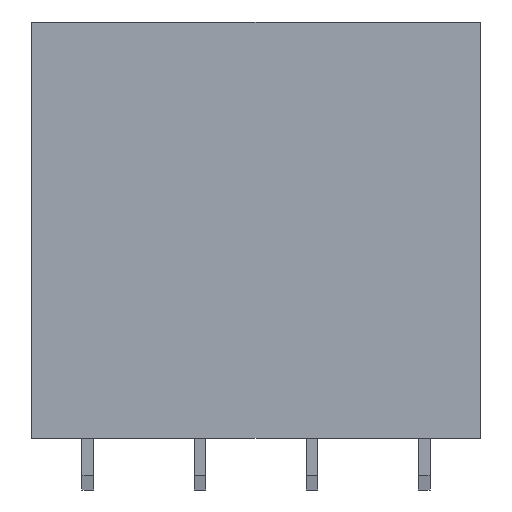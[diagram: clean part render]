
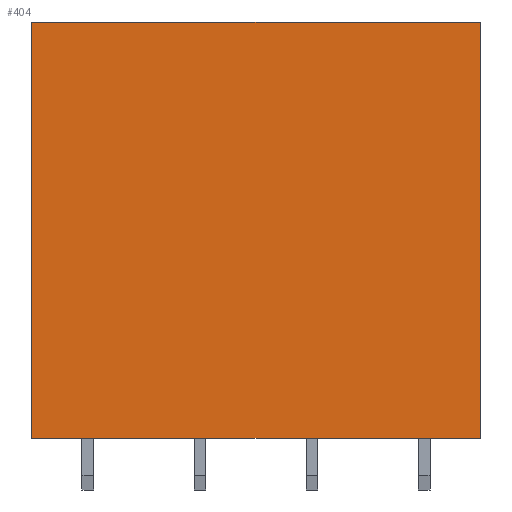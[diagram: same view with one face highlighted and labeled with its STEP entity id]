
A CAD part, front view. The second image highlights one B-rep face of the part: STEP entity #404.
In plain terms, the highlighted planar face has unit normal (0, -1, 0).
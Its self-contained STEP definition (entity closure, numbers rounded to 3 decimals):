
#377=AXIS2_PLACEMENT_3D('Plane Axis2P3D',#374,#375,#376) ;
#80=CARTESIAN_POINT('Vertex',(30.48,0.,3.5)) ;
#83=CARTESIAN_POINT('Line Origine',(15.24,0.,3.5)) ;
#87=CARTESIAN_POINT('Vertex',(0.,0.,3.5)) ;
#374=CARTESIAN_POINT('Axis2P3D Location',(0.,0.,31.8)) ;
#379=CARTESIAN_POINT('Line Origine',(30.48,0.,17.65)) ;
#383=CARTESIAN_POINT('Vertex',(30.48,0.,31.8)) ;
#386=CARTESIAN_POINT('Line Origine',(15.24,0.,31.8)) ;
#390=CARTESIAN_POINT('Vertex',(0.,0.,31.8)) ;
#393=CARTESIAN_POINT('Line Origine',(0.,0.,17.65)) ;
#84=DIRECTION('Vector Direction',(1.,0.,0.)) ;
#375=DIRECTION('Axis2P3D Direction',(0.,-1.,0.)) ;
#376=DIRECTION('Axis2P3D XDirection',(0.,-0.,-1.)) ;
#380=DIRECTION('Vector Direction',(0.,0.,-1.)) ;
#387=DIRECTION('Vector Direction',(1.,0.,0.)) ;
#394=DIRECTION('Vector Direction',(0.,0.,-1.)) ;
#85=VECTOR('Line Direction',#84,1.) ;
#381=VECTOR('Line Direction',#380,1.) ;
#388=VECTOR('Line Direction',#387,1.) ;
#395=VECTOR('Line Direction',#394,1.) ;
#399=ORIENTED_EDGE('',*,*,#385,.T.) ;
#400=ORIENTED_EDGE('',*,*,#392,.F.) ;
#401=ORIENTED_EDGE('',*,*,#397,.F.) ;
#402=ORIENTED_EDGE('',*,*,#89,.T.) ;
#404=ADVANCED_FACE('HOUSING',(#403),#378,.T.) ;
#89=EDGE_CURVE('',#88,#81,#86,.T.) ;
#385=EDGE_CURVE('',#81,#384,#382,.F.) ;
#392=EDGE_CURVE('',#391,#384,#389,.T.) ;
#397=EDGE_CURVE('',#88,#391,#396,.F.) ;
#398=EDGE_LOOP('',(#399,#400,#401,#402)) ;
#403=FACE_OUTER_BOUND('',#398,.T.) ;
#86=LINE('Line',#83,#85) ;
#382=LINE('Line',#379,#381) ;
#389=LINE('Line',#386,#388) ;
#396=LINE('Line',#393,#395) ;
#378=PLANE('',#377) ;
#81=VERTEX_POINT('',#80) ;
#88=VERTEX_POINT('',#87) ;
#384=VERTEX_POINT('',#383) ;
#391=VERTEX_POINT('',#390) ;
